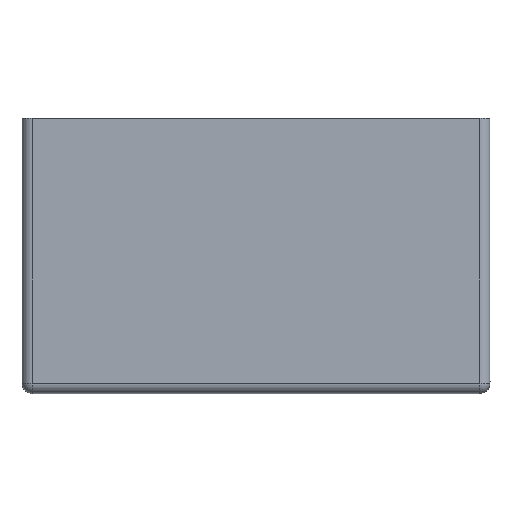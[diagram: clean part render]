
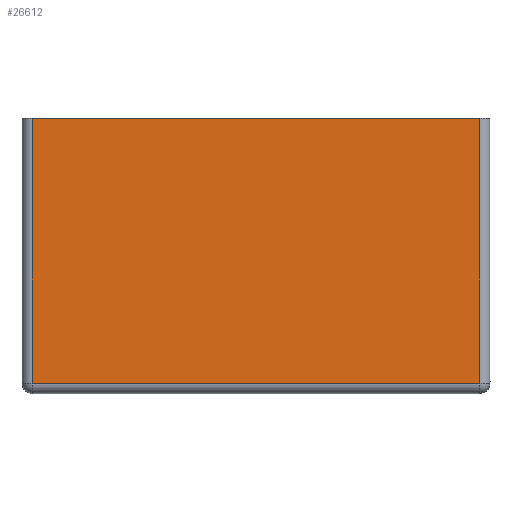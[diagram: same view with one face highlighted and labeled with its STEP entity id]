
A CAD part, front view. The second image highlights one B-rep face of the part: STEP entity #26612.
In plain terms, the highlighted planar face has unit normal (0, -1, 0).
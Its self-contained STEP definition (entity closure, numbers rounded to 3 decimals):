
#2253=FACE_OUTER_BOUND('',#3813,.T.);
#3813=EDGE_LOOP('',(#20384,#20385,#20386,#20387));
#5689=LINE('',#43198,#7705);
#5691=LINE('',#43204,#7707);
#5692=LINE('',#43206,#7708);
#5693=LINE('',#43207,#7709);
#7705=VECTOR('',#29884,1.);
#7707=VECTOR('',#29890,1.);
#7708=VECTOR('',#29891,1.);
#7709=VECTOR('',#29892,1.);
#11614=VERTEX_POINT('',#43195);
#11615=VERTEX_POINT('',#43197);
#11617=VERTEX_POINT('',#43203);
#11618=VERTEX_POINT('',#43205);
#14802=EDGE_CURVE('',#11615,#11614,#5689,.T.);
#14805=EDGE_CURVE('',#11614,#11617,#5691,.T.);
#14806=EDGE_CURVE('',#11617,#11618,#5692,.T.);
#14807=EDGE_CURVE('',#11618,#11615,#5693,.T.);
#20384=ORIENTED_EDGE('',*,*,#14805,.T.);
#20385=ORIENTED_EDGE('',*,*,#14806,.T.);
#20386=ORIENTED_EDGE('',*,*,#14807,.T.);
#20387=ORIENTED_EDGE('',*,*,#14802,.T.);
#25769=PLANE('',#27805);
#26612=ADVANCED_FACE('',(#2253),#25769,.T.);
#27805=AXIS2_PLACEMENT_3D('',#43202,#29888,#29889);
#29884=DIRECTION('',(0.,0.,-1.));
#29888=DIRECTION('center_axis',(0.,-1.,0.));
#29889=DIRECTION('ref_axis',(0.,0.,
1.));
#29890=DIRECTION('',(1.,0.,0.));
#29891=DIRECTION('',(0.,0.,1.));
#29892=DIRECTION('',(-1.,0.,0.));
#43195=CARTESIAN_POINT('',(-9.742,-1.281,-4.933));
#43197=CARTESIAN_POINT('',(-9.742,-1.281,4.792));
#43198=CARTESIAN_POINT('',(-9.742,-1.281,-1.758));
#43202=CARTESIAN_POINT('Origin',(7.059,-1.281,-1.758));
#43203=CARTESIAN_POINT('',(6.683,-1.281,-4.933));
#43204=CARTESIAN_POINT('',(7.058,-1.281,-4.933));
#43205=CARTESIAN_POINT('',(6.683,-1.281,4.792));
#43206=CARTESIAN_POINT('',(6.683,-1.281,-1.758));
#43207=CARTESIAN_POINT('',(-1.73,-1.281,4.792));
